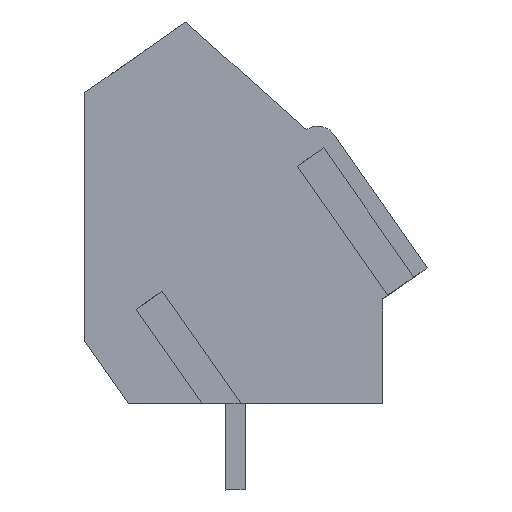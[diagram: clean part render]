
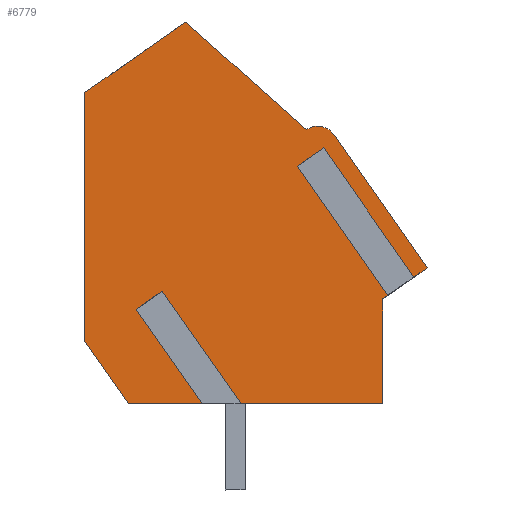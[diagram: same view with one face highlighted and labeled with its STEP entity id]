
A CAD part, left-side view. The second image highlights one B-rep face of the part: STEP entity #6779.
In plain terms, the highlighted planar face has unit normal (-1, 0, 0).
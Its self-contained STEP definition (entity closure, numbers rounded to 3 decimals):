
#6540=AXIS2_PLACEMENT_3D('Circle Axis2P3D',#6538,#6539,$) ;
#6715=AXIS2_PLACEMENT_3D('Plane Axis2P3D',#6712,#6713,#6714) ;
#5662=CARTESIAN_POINT('Vertex',(0.55,0.,9.018)) ;
#5665=CARTESIAN_POINT('Line Origine',(0.55,0.397,8.74)) ;
#5669=CARTESIAN_POINT('Vertex',(0.55,0.794,8.462)) ;
#5690=CARTESIAN_POINT('Vertex',(0.55,1.336,8.083)) ;
#5693=CARTESIAN_POINT('Line Origine',(0.55,1.568,7.92)) ;
#5697=CARTESIAN_POINT('Vertex',(0.55,1.8,7.758)) ;
#6143=CARTESIAN_POINT('Vertex',(0.55,1.8,3.5)) ;
#6146=CARTESIAN_POINT('Line Origine',(0.55,4.87,3.5)) ;
#6150=CARTESIAN_POINT('Vertex',(0.55,7.94,3.5)) ;
#6171=CARTESIAN_POINT('Vertex',(0.55,8.747,3.5)) ;
#6174=CARTESIAN_POINT('Line Origine',(0.55,10.438,3.5)) ;
#6178=CARTESIAN_POINT('Vertex',(0.55,12.128,3.5)) ;
#6334=CARTESIAN_POINT('Line Origine',(0.55,13.014,4.765)) ;
#6338=CARTESIAN_POINT('Vertex',(0.55,13.9,6.03)) ;
#6359=CARTESIAN_POINT('Line Origine',(0.55,13.9,11.081)) ;
#6363=CARTESIAN_POINT('Vertex',(0.55,13.9,16.132)) ;
#6452=CARTESIAN_POINT('Line Origine',(0.55,11.852,17.566)) ;
#6456=CARTESIAN_POINT('Vertex',(0.55,9.804,19.)) ;
#6513=CARTESIAN_POINT('Line Origine',(0.55,7.352,16.811)) ;
#6517=CARTESIAN_POINT('Vertex',(0.55,4.9,14.621)) ;
#6538=CARTESIAN_POINT('Axis2P3D Location',(0.55,4.441,13.966)) ;
#6542=CARTESIAN_POINT('Vertex',(0.55,3.786,14.425)) ;
#6563=CARTESIAN_POINT('Line Origine',(0.55,1.893,11.722)) ;
#6712=CARTESIAN_POINT('Axis2P3D Location',(0.55,13.9,0.)) ;
#6717=CARTESIAN_POINT('Line Origine',(0.55,1.8,5.629)) ;
#6722=CARTESIAN_POINT('Line Origine',(0.55,3.171,10.704)) ;
#6726=CARTESIAN_POINT('Vertex',(0.55,5.007,13.326)) ;
#6729=CARTESIAN_POINT('Line Origine',(0.55,4.736,13.515)) ;
#6733=CARTESIAN_POINT('Vertex',(0.55,4.465,13.705)) ;
#6736=CARTESIAN_POINT('Line Origine',(0.55,2.629,11.084)) ;
#6741=CARTESIAN_POINT('Line Origine',(0.55,10.154,5.508)) ;
#6745=CARTESIAN_POINT('Vertex',(0.55,11.56,7.516)) ;
#6748=CARTESIAN_POINT('Line Origine',(0.55,11.289,7.706)) ;
#6752=CARTESIAN_POINT('Vertex',(0.55,11.018,7.896)) ;
#6755=CARTESIAN_POINT('Line Origine',(0.55,9.479,5.698)) ;
#5666=DIRECTION('Vector Direction',(0.,0.819,-0.574)) ;
#5694=DIRECTION('Vector Direction',(0.,0.819,-0.574)) ;
#6147=DIRECTION('Vector Direction',(0.,1.,0.)) ;
#6175=DIRECTION('Vector Direction',(0.,1.,0.)) ;
#6335=DIRECTION('Vector Direction',(0.,0.574,0.819)) ;
#6360=DIRECTION('Vector Direction',(0.,0.,1.)) ;
#6453=DIRECTION('Vector Direction',(0.,-0.819,0.574)) ;
#6514=DIRECTION('Vector Direction',(0.,-0.746,-0.666)) ;
#6539=DIRECTION('Axis2P3D Direction',(-1.,0.,0.)) ;
#6564=DIRECTION('Vector Direction',(0.,-0.574,-0.819)) ;
#6713=DIRECTION('Axis2P3D Direction',(-1.,0.,0.)) ;
#6714=DIRECTION('Axis2P3D XDirection',(0.,-1.,0.)) ;
#6718=DIRECTION('Vector Direction',(0.,0.,-1.)) ;
#6723=DIRECTION('Vector Direction',(0.,-0.574,-0.819)) ;
#6730=DIRECTION('Vector Direction',(0.,0.819,-0.574)) ;
#6737=DIRECTION('Vector Direction',(0.,-0.574,-0.819)) ;
#6742=DIRECTION('Vector Direction',(0.,-0.574,-0.819)) ;
#6749=DIRECTION('Vector Direction',(0.,-0.819,0.574)) ;
#6756=DIRECTION('Vector Direction',(0.,-0.574,-0.819)) ;
#5667=VECTOR('Line Direction',#5666,1.) ;
#5695=VECTOR('Line Direction',#5694,1.) ;
#6148=VECTOR('Line Direction',#6147,1.) ;
#6176=VECTOR('Line Direction',#6175,1.) ;
#6336=VECTOR('Line Direction',#6335,1.) ;
#6361=VECTOR('Line Direction',#6360,1.) ;
#6454=VECTOR('Line Direction',#6453,1.) ;
#6515=VECTOR('Line Direction',#6514,1.) ;
#6565=VECTOR('Line Direction',#6564,1.) ;
#6719=VECTOR('Line Direction',#6718,1.) ;
#6724=VECTOR('Line Direction',#6723,1.) ;
#6731=VECTOR('Line Direction',#6730,1.) ;
#6738=VECTOR('Line Direction',#6737,1.) ;
#6743=VECTOR('Line Direction',#6742,1.) ;
#6750=VECTOR('Line Direction',#6749,1.) ;
#6757=VECTOR('Line Direction',#6756,1.) ;
#6761=ORIENTED_EDGE('',*,*,#6152,.T.) ;
#6762=ORIENTED_EDGE('',*,*,#6721,.T.) ;
#6763=ORIENTED_EDGE('',*,*,#5699,.T.) ;
#6764=ORIENTED_EDGE('',*,*,#6728,.F.) ;
#6765=ORIENTED_EDGE('',*,*,#6735,.F.) ;
#6766=ORIENTED_EDGE('',*,*,#6740,.T.) ;
#6767=ORIENTED_EDGE('',*,*,#5671,.T.) ;
#6768=ORIENTED_EDGE('',*,*,#6567,.T.) ;
#6769=ORIENTED_EDGE('',*,*,#6544,.T.) ;
#6770=ORIENTED_EDGE('',*,*,#6519,.T.) ;
#6771=ORIENTED_EDGE('',*,*,#6458,.T.) ;
#6772=ORIENTED_EDGE('',*,*,#6365,.T.) ;
#6773=ORIENTED_EDGE('',*,*,#6340,.T.) ;
#6774=ORIENTED_EDGE('',*,*,#6180,.T.) ;
#6775=ORIENTED_EDGE('',*,*,#6747,.F.) ;
#6776=ORIENTED_EDGE('',*,*,#6754,.F.) ;
#6777=ORIENTED_EDGE('',*,*,#6759,.T.) ;
#6779=ADVANCED_FACE('HOUSING',(#6778),#6716,.T.) ;
#6541=CIRCLE('generated circle',#6540,0.8) ;
#5671=EDGE_CURVE('',#5670,#5663,#5668,.F.) ;
#5699=EDGE_CURVE('',#5698,#5691,#5696,.F.) ;
#6152=EDGE_CURVE('',#6151,#6144,#6149,.F.) ;
#6180=EDGE_CURVE('',#6179,#6172,#6177,.F.) ;
#6340=EDGE_CURVE('',#6339,#6179,#6337,.F.) ;
#6365=EDGE_CURVE('',#6364,#6339,#6362,.F.) ;
#6458=EDGE_CURVE('',#6457,#6364,#6455,.F.) ;
#6519=EDGE_CURVE('',#6518,#6457,#6516,.F.) ;
#6544=EDGE_CURVE('',#6543,#6518,#6541,.T.) ;
#6567=EDGE_CURVE('',#5663,#6543,#6566,.F.) ;
#6721=EDGE_CURVE('',#6144,#5698,#6720,.F.) ;
#6728=EDGE_CURVE('',#6727,#5691,#6725,.T.) ;
#6735=EDGE_CURVE('',#6734,#6727,#6732,.T.) ;
#6740=EDGE_CURVE('',#6734,#5670,#6739,.T.) ;
#6747=EDGE_CURVE('',#6746,#6172,#6744,.T.) ;
#6754=EDGE_CURVE('',#6753,#6746,#6751,.F.) ;
#6759=EDGE_CURVE('',#6753,#6151,#6758,.T.) ;
#6760=EDGE_LOOP('',(#6761,#6762,#6763,#6764,#6765,#6766,#6767,#6768,#6769,#6770,#6771,#6772,#6773,#6774,#6775,#6776,#6777)) ;
#6778=FACE_OUTER_BOUND('',#6760,.T.) ;
#5668=LINE('Line',#5665,#5667) ;
#5696=LINE('Line',#5693,#5695) ;
#6149=LINE('Line',#6146,#6148) ;
#6177=LINE('Line',#6174,#6176) ;
#6337=LINE('Line',#6334,#6336) ;
#6362=LINE('Line',#6359,#6361) ;
#6455=LINE('Line',#6452,#6454) ;
#6516=LINE('Line',#6513,#6515) ;
#6566=LINE('Line',#6563,#6565) ;
#6720=LINE('Line',#6717,#6719) ;
#6725=LINE('Line',#6722,#6724) ;
#6732=LINE('Line',#6729,#6731) ;
#6739=LINE('Line',#6736,#6738) ;
#6744=LINE('Line',#6741,#6743) ;
#6751=LINE('Line',#6748,#6750) ;
#6758=LINE('Line',#6755,#6757) ;
#6716=PLANE('',#6715) ;
#5663=VERTEX_POINT('',#5662) ;
#5670=VERTEX_POINT('',#5669) ;
#5691=VERTEX_POINT('',#5690) ;
#5698=VERTEX_POINT('',#5697) ;
#6144=VERTEX_POINT('',#6143) ;
#6151=VERTEX_POINT('',#6150) ;
#6172=VERTEX_POINT('',#6171) ;
#6179=VERTEX_POINT('',#6178) ;
#6339=VERTEX_POINT('',#6338) ;
#6364=VERTEX_POINT('',#6363) ;
#6457=VERTEX_POINT('',#6456) ;
#6518=VERTEX_POINT('',#6517) ;
#6543=VERTEX_POINT('',#6542) ;
#6727=VERTEX_POINT('',#6726) ;
#6734=VERTEX_POINT('',#6733) ;
#6746=VERTEX_POINT('',#6745) ;
#6753=VERTEX_POINT('',#6752) ;
